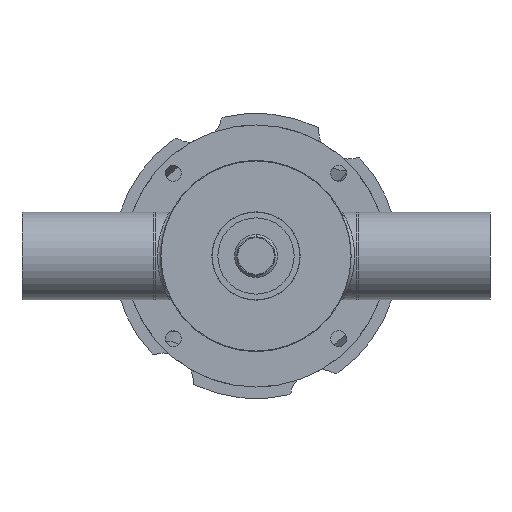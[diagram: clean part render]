
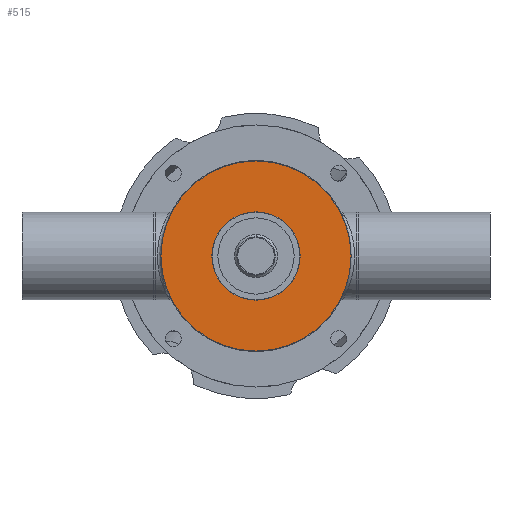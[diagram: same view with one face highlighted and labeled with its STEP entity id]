
A CAD part, front view. The second image highlights one B-rep face of the part: STEP entity #515.
In plain terms, the highlighted planar face has unit normal (0, -1, 0).
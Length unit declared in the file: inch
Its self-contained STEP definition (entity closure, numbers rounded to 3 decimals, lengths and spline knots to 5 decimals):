
#24 = DIRECTION ( 'NONE',  ( 0., 1., 0. ) ) ;
#205 = CARTESIAN_POINT ( 'NONE',  ( 0.3775, -0.12502, 0. ) ) ;
#515 = ADVANCED_FACE ( 'NONE', ( #4916, #5218 ), #11393, .T. ) ;
#539 = CIRCLE ( 'NONE', #8518, 0.8125 ) ;
#939 = DIRECTION ( 'NONE',  ( 0., -1., 0. ) ) ;
#1223 = ORIENTED_EDGE ( 'NONE', *, *, #5036, .T. ) ;
#1421 = AXIS2_PLACEMENT_3D ( 'NONE', #5633, #939, #7605 ) ;
#1508 = AXIS2_PLACEMENT_3D ( 'NONE', #9109, #3404, #10079 ) ;
#1823 = AXIS2_PLACEMENT_3D ( 'NONE', #5772, #24, #6715 ) ;
#2392 = CARTESIAN_POINT ( 'NONE',  ( -0.8125, -0.12502, 0. ) ) ;
#2424 = CARTESIAN_POINT ( 'NONE',  ( -0.3775, -0.12502, 0. ) ) ;
#2715 = CARTESIAN_POINT ( 'NONE',  ( 0., -0.12502, 0. ) ) ;
#3229 = EDGE_LOOP ( 'NONE', ( #4530, #6756 ) ) ;
#3404 = DIRECTION ( 'NONE',  ( 0., -1., 0. ) ) ;
#3484 = DIRECTION ( 'NONE',  ( 0., -1., 0. ) ) ;
#3508 = EDGE_LOOP ( 'NONE', ( #10665, #1223 ) ) ;
#3672 = DIRECTION ( 'NONE',  ( -1., 0., 0. ) ) ;
#4261 = EDGE_CURVE ( 'NONE', #11439, #10416, #539, .T. ) ;
#4530 = ORIENTED_EDGE ( 'NONE', *, *, #6356, .T. ) ;
#4916 = FACE_OUTER_BOUND ( 'NONE', #3229, .T. ) ;
#5036 = EDGE_CURVE ( 'NONE', #6619, #5515, #9467, .T. ) ;
#5125 = EDGE_CURVE ( 'NONE', #5515, #6619, #6351, .T. ) ;
#5218 = FACE_BOUND ( 'NONE', #3508, .T. ) ;
#5515 = VERTEX_POINT ( 'NONE', #2424 ) ;
#5633 = CARTESIAN_POINT ( 'NONE',  ( -0.40625, -0.12502, 0. ) ) ;
#5772 = CARTESIAN_POINT ( 'NONE',  ( 0., -0.12502, 0. ) ) ;
#6351 = CIRCLE ( 'NONE', #1823, 0.3775 ) ;
#6356 = EDGE_CURVE ( 'NONE', #10416, #11439, #10237, .T. ) ;
#6540 = AXIS2_PLACEMENT_3D ( 'NONE', #2715, #9376, #3672 ) ;
#6619 = VERTEX_POINT ( 'NONE', #205 ) ;
#6715 = DIRECTION ( 'NONE',  ( -1., 0., 0. ) ) ;
#6756 = ORIENTED_EDGE ( 'NONE', *, *, #4261, .T. ) ;
#7605 = DIRECTION ( 'NONE',  ( 1., 0., 0. ) ) ;
#8518 = AXIS2_PLACEMENT_3D ( 'NONE', #9198, #3484, #10148 ) ;
#9109 = CARTESIAN_POINT ( 'NONE',  ( 0., -0.12502, 0. ) ) ;
#9147 = CARTESIAN_POINT ( 'NONE',  ( 0.8125, -0.12502, 0. ) ) ;
#9198 = CARTESIAN_POINT ( 'NONE',  ( 0., -0.12502, 0. ) ) ;
#9376 = DIRECTION ( 'NONE',  ( 0., 1., 0. ) ) ;
#9467 = CIRCLE ( 'NONE', #6540, 0.3775 ) ;
#10079 = DIRECTION ( 'NONE',  ( -1., 0., 0. ) ) ;
#10148 = DIRECTION ( 'NONE',  ( -1., 0., 0. ) ) ;
#10237 = CIRCLE ( 'NONE', #1508, 0.8125 ) ;
#10416 = VERTEX_POINT ( 'NONE', #2392 ) ;
#10665 = ORIENTED_EDGE ( 'NONE', *, *, #5125, .T. ) ;
#11393 = PLANE ( 'NONE',  #1421 ) ;
#11439 = VERTEX_POINT ( 'NONE', #9147 ) ;
